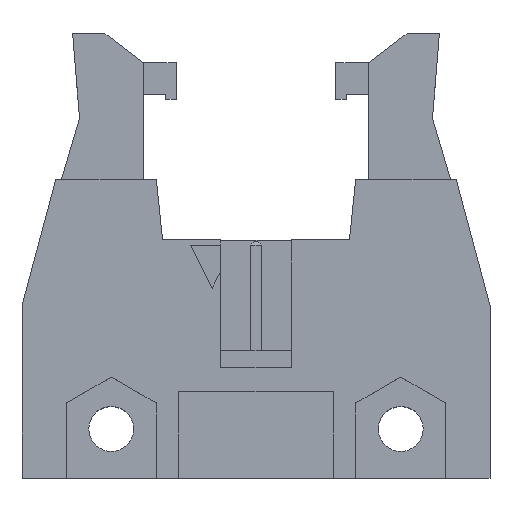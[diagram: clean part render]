
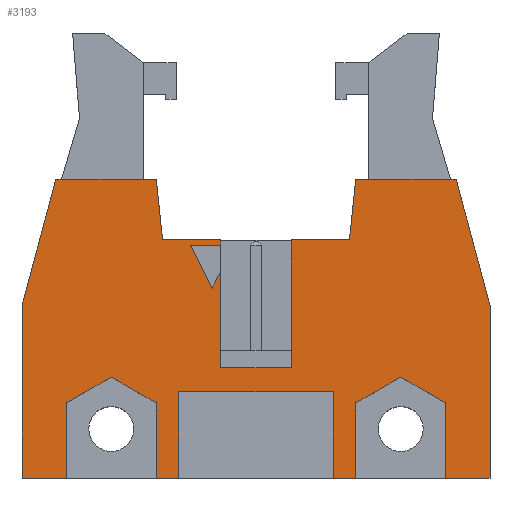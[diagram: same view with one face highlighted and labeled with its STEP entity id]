
A CAD part, top view. The second image highlights one B-rep face of the part: STEP entity #3193.
In plain terms, the highlighted planar face has unit normal (0, 0, 1).
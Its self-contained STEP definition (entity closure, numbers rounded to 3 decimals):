
#2250=CARTESIAN_POINT('',(-2.05,11.176,8.5));
#2251=VERTEX_POINT('',#2250);
#2258=CARTESIAN_POINT('',(-3.79,11.176,8.5));
#2259=VERTEX_POINT('',#2258);
#2260=CARTESIAN_POINT('',(0.,11.176,8.5));
#2261=DIRECTION('',(1.0,0.0,0.0));
#2262=VECTOR('',#2261,1.0);
#2263=LINE('',#2260,#2262);
#2264=EDGE_CURVE('n� 1092',#2259,#2251,#2263,.T.);
#2280=CARTESIAN_POINT('',(-13.55,7.676,8.5));
#2281=VERTEX_POINT('',#2280);
#2282=CARTESIAN_POINT('',(-13.55,-2.324,8.5));
#2283=VERTEX_POINT('',#2282);
#2284=CARTESIAN_POINT('',(-13.55,6.326,8.5));
#2285=DIRECTION('',(0.0,-1.0,0.0));
#2286=VECTOR('',#2285,1.0);
#2287=LINE('',#2284,#2286);
#2288=EDGE_CURVE('n� 1086',#2281,#2283,#2287,.T.);
#2320=CARTESIAN_POINT('',(-10.98,2.031,8.5));
#2321=VERTEX_POINT('',#2320);
#2328=CARTESIAN_POINT('',(-10.98,-2.324,8.5));
#2329=VERTEX_POINT('',#2328);
#2330=CARTESIAN_POINT('',(-10.98,6.326,8.5));
#2331=DIRECTION('',(0.0,1.0,0.0));
#2332=VECTOR('',#2331,1.0);
#2333=LINE('',#2330,#2332);
#2334=EDGE_CURVE('n� 1084',#2329,#2321,#2333,.T.);
#2351=CARTESIAN_POINT('',(-8.38,3.532,8.5));
#2352=VERTEX_POINT('',#2351);
#2359=CARTESIAN_POINT('',(-10.98,2.031,8.5));
#2360=DIRECTION('',(0.866,0.5,0.0));
#2361=VECTOR('',#2360,1.0);
#2362=LINE('',#2359,#2361);
#2363=EDGE_CURVE('n� 1083',#2321,#2352,#2362,.T.);
#2375=CARTESIAN_POINT('',(-5.78,2.031,8.5));
#2376=VERTEX_POINT('',#2375);
#2383=CARTESIAN_POINT('',(-8.38,3.532,8.5));
#2384=DIRECTION('',(0.866,-0.5,0.0));
#2385=VECTOR('',#2384,1.0);
#2386=LINE('',#2383,#2385);
#2387=EDGE_CURVE('n� 1082',#2352,#2376,#2386,.T.);
#2399=CARTESIAN_POINT('',(-5.78,-2.324,8.5));
#2400=VERTEX_POINT('',#2399);
#2407=CARTESIAN_POINT('',(-5.78,6.326,8.5));
#2408=DIRECTION('',(0.0,-1.0,0.0));
#2409=VECTOR('',#2408,1.0);
#2410=LINE('',#2407,#2409);
#2411=EDGE_CURVE('n� 1081',#2376,#2400,#2410,.T.);
#2424=CARTESIAN_POINT('',(-4.46,2.676,8.5));
#2425=VERTEX_POINT('',#2424);
#2432=CARTESIAN_POINT('',(-4.46,-2.324,8.5));
#2433=VERTEX_POINT('',#2432);
#2434=CARTESIAN_POINT('',(-4.46,6.326,8.5));
#2435=DIRECTION('',(0.0,1.0,0.0));
#2436=VECTOR('',#2435,1.0);
#2437=LINE('',#2434,#2436);
#2438=EDGE_CURVE('n� 1079',#2433,#2425,#2437,.T.);
#2454=CARTESIAN_POINT('',(4.46,2.676,8.5));
#2455=VERTEX_POINT('',#2454);
#2456=CARTESIAN_POINT('',(0.,2.676,8.5));
#2457=DIRECTION('',(1.0,0.0,0.0));
#2458=VECTOR('',#2457,1.0);
#2459=LINE('',#2456,#2458);
#2460=EDGE_CURVE('n� 1078',#2425,#2455,#2459,.T.);
#2478=CARTESIAN_POINT('',(4.46,-2.324,8.5));
#2479=VERTEX_POINT('',#2478);
#2480=CARTESIAN_POINT('',(4.46,6.326,8.5));
#2481=DIRECTION('',(0.0,-1.0,0.0));
#2482=VECTOR('',#2481,1.0);
#2483=LINE('',#2480,#2482);
#2484=EDGE_CURVE('n� 1077',#2455,#2479,#2483,.T.);
#2503=CARTESIAN_POINT('',(5.78,2.031,8.5));
#2504=VERTEX_POINT('',#2503);
#2511=CARTESIAN_POINT('',(5.78,-2.324,8.5));
#2512=VERTEX_POINT('',#2511);
#2513=CARTESIAN_POINT('',(5.78,6.326,8.5));
#2514=DIRECTION('',(0.0,1.0,0.0));
#2515=VECTOR('',#2514,1.0);
#2516=LINE('',#2513,#2515);
#2517=EDGE_CURVE('n� 1075',#2512,#2504,#2516,.T.);
#2534=CARTESIAN_POINT('',(8.38,3.532,8.5));
#2535=VERTEX_POINT('',#2534);
#2542=CARTESIAN_POINT('',(5.78,2.031,8.5));
#2543=DIRECTION('',(0.866,0.5,0.0));
#2544=VECTOR('',#2543,1.0);
#2545=LINE('',#2542,#2544);
#2546=EDGE_CURVE('n� 1074',#2504,#2535,#2545,.T.);
#2558=CARTESIAN_POINT('',(10.98,2.031,8.5));
#2559=VERTEX_POINT('',#2558);
#2566=CARTESIAN_POINT('',(8.38,3.532,8.5));
#2567=DIRECTION('',(0.866,-0.5,0.0));
#2568=VECTOR('',#2567,1.0);
#2569=LINE('',#2566,#2568);
#2570=EDGE_CURVE('n� 1073',#2535,#2559,#2569,.T.);
#2582=CARTESIAN_POINT('',(10.98,-2.324,8.5));
#2583=VERTEX_POINT('',#2582);
#2590=CARTESIAN_POINT('',(10.98,6.326,8.5));
#2591=DIRECTION('',(-0.0,-1.0,0.0));
#2592=VECTOR('',#2591,1.0);
#2593=LINE('',#2590,#2592);
#2594=EDGE_CURVE('n� 1072',#2559,#2583,#2593,.T.);
#2622=CARTESIAN_POINT('',(13.55,-2.324,8.5));
#2623=VERTEX_POINT('',#2622);
#2630=CARTESIAN_POINT('',(0.,-2.324,8.5));
#2631=DIRECTION('',(1.0,0.0,0.0));
#2632=VECTOR('',#2631,1.0);
#2633=LINE('',#2630,#2632);
#2634=EDGE_CURVE('n� 1071',#2583,#2623,#2633,.T.);
#2639=CARTESIAN_POINT('',(0.,-2.324,8.5));
#2640=DIRECTION('',(1.0,0.0,0.0));
#2641=VECTOR('',#2640,1.0);
#2642=LINE('',#2639,#2641);
#2643=EDGE_CURVE('n� 1076',#2479,#2512,#2642,.T.);
#2648=CARTESIAN_POINT('',(0.,-2.324,8.5));
#2649=DIRECTION('',(1.0,0.0,0.0));
#2650=VECTOR('',#2649,1.0);
#2651=LINE('',#2648,#2650);
#2652=EDGE_CURVE('n� 1080',#2400,#2433,#2651,.T.);
#2657=CARTESIAN_POINT('',(0.,-2.324,8.5));
#2658=DIRECTION('',(1.0,0.0,0.0));
#2659=VECTOR('',#2658,1.0);
#2660=LINE('',#2657,#2659);
#2661=EDGE_CURVE('n� 1085',#2283,#2329,#2660,.T.);
#2678=CARTESIAN_POINT('',(13.55,7.676,8.5));
#2679=VERTEX_POINT('',#2678);
#2680=CARTESIAN_POINT('',(13.55,6.326,8.5));
#2681=DIRECTION('',(0.0,1.0,0.0));
#2682=VECTOR('',#2681,1.0);
#2683=LINE('',#2680,#2682);
#2684=EDGE_CURVE('n� 1070',#2623,#2679,#2683,.T.);
#2709=CARTESIAN_POINT('',(-2.54,8.676,8.5));
#2710=VERTEX_POINT('',#2709);
#2719=CARTESIAN_POINT('',(-2.54,8.676,8.5));
#2720=DIRECTION('',(-0.447,0.894,0.0));
#2721=VECTOR('',#2720,1.0);
#2722=LINE('',#2719,#2721);
#2723=EDGE_CURVE('n� 1061',#2710,#2259,#2722,.T.);
#2733=CARTESIAN_POINT('',(11.594,14.976,8.5));
#2734=VERTEX_POINT('',#2733);
#2735=CARTESIAN_POINT('',(13.55,7.676,8.5));
#2736=DIRECTION('',(-0.259,0.966,0.0));
#2737=VECTOR('',#2736,1.0);
#2738=LINE('',#2735,#2737);
#2739=EDGE_CURVE('n� 1069',#2679,#2734,#2738,.T.);
#2936=CARTESIAN_POINT('',(-11.594,14.976,8.5));
#2937=VERTEX_POINT('',#2936);
#2938=CARTESIAN_POINT('',(-11.594,14.976,8.5));
#2939=DIRECTION('',(-0.259,-0.966,0.0));
#2940=VECTOR('',#2939,1.0);
#2941=LINE('',#2938,#2940);
#2942=EDGE_CURVE('n� 1087',#2937,#2281,#2941,.T.);
#3064=CARTESIAN_POINT('',(-2.05,9.656,8.5));
#3065=VERTEX_POINT('',#3064);
#3066=CARTESIAN_POINT('',(-2.05,9.656,8.5));
#3067=DIRECTION('',(-0.447,-0.894,0.0));
#3068=VECTOR('',#3067,1.0);
#3069=LINE('',#3066,#3068);
#3070=EDGE_CURVE('n� 1062',#3065,#2710,#3069,.T.);
#3088=ORIENTED_EDGE('',*,*,#3070,.T.);
#3089=ORIENTED_EDGE('',*,*,#2723,.T.);
#3090=ORIENTED_EDGE('',*,*,#2264,.T.);
#3091=CARTESIAN_POINT('',(-2.05,11.476,8.5));
#3092=VERTEX_POINT('',#3091);
#3093=CARTESIAN_POINT('',(-2.05,7.776,8.5));
#3094=DIRECTION('',(0.0,-1.0,0.0));
#3095=VECTOR('',#3094,1.0);
#3096=LINE('',#3093,#3095);
#3097=EDGE_CURVE('n� 671',#3092,#2251,#3096,.T.);
#3098=ORIENTED_EDGE('',*,*,#3097,.F.);
#3099=CARTESIAN_POINT('',(-5.411,11.476,8.5));
#3100=VERTEX_POINT('',#3099);
#3101=CARTESIAN_POINT('',(0.,11.476,8.5));
#3102=DIRECTION('',(1.0,0.0,0.0));
#3103=VECTOR('',#3102,1.0);
#3104=LINE('',#3101,#3103);
#3105=EDGE_CURVE('n� 714',#3100,#3092,#3104,.T.);
#3106=ORIENTED_EDGE('',*,*,#3105,.F.);
#3107=CARTESIAN_POINT('',(-5.774,14.976,8.5));
#3108=VERTEX_POINT('',#3107);
#3109=CARTESIAN_POINT('',(-5.593,13.226,8.5));
#3110=DIRECTION('',(0.103,-0.995,0.0));
#3111=VECTOR('',#3110,1.0);
#3112=LINE('',#3109,#3111);
#3113=EDGE_CURVE('n� 736',#3108,#3100,#3112,.T.);
#3114=ORIENTED_EDGE('',*,*,#3113,.F.);
#3115=CARTESIAN_POINT('',(-8.684,14.976,8.5));
#3116=DIRECTION('',(1.0,-0.0,0.0));
#3117=VECTOR('',#3116,1.0);
#3118=LINE('',#3115,#3117);
#3119=EDGE_CURVE('n� 763',#2937,#3108,#3118,.T.);
#3120=ORIENTED_EDGE('',*,*,#3119,.F.);
#3121=ORIENTED_EDGE('',*,*,#2942,.T.);
#3122=ORIENTED_EDGE('',*,*,#2288,.T.);
#3123=ORIENTED_EDGE('',*,*,#2661,.T.);
#3124=ORIENTED_EDGE('',*,*,#2334,.T.);
#3125=ORIENTED_EDGE('',*,*,#2363,.T.);
#3126=ORIENTED_EDGE('',*,*,#2387,.T.);
#3127=ORIENTED_EDGE('',*,*,#2411,.T.);
#3128=ORIENTED_EDGE('',*,*,#2652,.T.);
#3129=ORIENTED_EDGE('',*,*,#2438,.T.);
#3130=ORIENTED_EDGE('',*,*,#2460,.T.);
#3131=ORIENTED_EDGE('',*,*,#2484,.T.);
#3132=ORIENTED_EDGE('',*,*,#2643,.T.);
#3133=ORIENTED_EDGE('',*,*,#2517,.T.);
#3134=ORIENTED_EDGE('',*,*,#2546,.T.);
#3135=ORIENTED_EDGE('',*,*,#2570,.T.);
#3136=ORIENTED_EDGE('',*,*,#2594,.T.);
#3137=ORIENTED_EDGE('',*,*,#2634,.T.);
#3138=ORIENTED_EDGE('',*,*,#2684,.T.);
#3139=ORIENTED_EDGE('',*,*,#2739,.T.);
#3140=CARTESIAN_POINT('',(5.774,14.976,8.5));
#3141=VERTEX_POINT('',#3140);
#3142=CARTESIAN_POINT('',(8.684,14.976,8.5));
#3143=DIRECTION('',(1.0,0.0,0.0));
#3144=VECTOR('',#3143,1.0);
#3145=LINE('',#3142,#3144);
#3146=EDGE_CURVE('n� 883',#3141,#2734,#3145,.T.);
#3147=ORIENTED_EDGE('',*,*,#3146,.F.);
#3148=CARTESIAN_POINT('',(5.411,11.476,8.5));
#3149=VERTEX_POINT('',#3148);
#3150=CARTESIAN_POINT('',(5.592,13.226,8.5));
#3151=DIRECTION('',(0.103,0.995,0.0));
#3152=VECTOR('',#3151,1.0);
#3153=LINE('',#3150,#3152);
#3154=EDGE_CURVE('n� 957',#3149,#3141,#3153,.T.);
#3155=ORIENTED_EDGE('',*,*,#3154,.F.);
#3156=CARTESIAN_POINT('',(2.05,11.476,8.5));
#3157=VERTEX_POINT('',#3156);
#3158=CARTESIAN_POINT('',(0.,11.476,8.5));
#3159=DIRECTION('',(1.0,0.0,0.0));
#3160=VECTOR('',#3159,1.0);
#3161=LINE('',#3158,#3160);
#3162=EDGE_CURVE('n� 979',#3157,#3149,#3161,.T.);
#3163=ORIENTED_EDGE('',*,*,#3162,.F.);
#3164=CARTESIAN_POINT('',(2.05,4.076,8.5));
#3165=VERTEX_POINT('',#3164);
#3166=CARTESIAN_POINT('',(2.05,7.776,8.5));
#3167=DIRECTION('',(0.0,1.0,0.0));
#3168=VECTOR('',#3167,1.0);
#3169=LINE('',#3166,#3168);
#3170=EDGE_CURVE('n� 930',#3165,#3157,#3169,.T.);
#3171=ORIENTED_EDGE('',*,*,#3170,.F.);
#3172=CARTESIAN_POINT('',(-2.05,4.076,8.5));
#3173=VERTEX_POINT('',#3172);
#3174=CARTESIAN_POINT('',(0.,4.076,8.5));
#3175=DIRECTION('',(1.0,0.0,0.0));
#3176=VECTOR('',#3175,1.0);
#3177=LINE('',#3174,#3176);
#3178=EDGE_CURVE('n� 648',#3173,#3165,#3177,.T.);
#3179=ORIENTED_EDGE('',*,*,#3178,.F.);
#3180=CARTESIAN_POINT('',(-2.05,7.776,8.5));
#3181=DIRECTION('',(0.0,-1.0,0.0));
#3182=VECTOR('',#3181,1.0);
#3183=LINE('',#3180,#3182);
#3184=EDGE_CURVE('n� 677',#3065,#3173,#3183,.T.);
#3185=ORIENTED_EDGE('',*,*,#3184,.F.);
#3186=EDGE_LOOP('',(
    #3088,#3089,#3090,#3098,#3106,#3114,#3120,#3121,#3122,#3123,
    #3124,#3125,#3126,#3127,#3128,#3129,#3130,#3131,#3132,#3133,
    #3134,#3135,#3136,#3137,#3138,#3139,#3147,#3155,#3163,#3171,
    #3179,#3185));
#3187=FACE_OUTER_BOUND('',#3186,.T.);
#3188=CARTESIAN_POINT('',(-14.905,-3.189,8.5));
#3189=DIRECTION('',(0.0,0.0,1.0));
#3190=DIRECTION('',(1.0,0.0,0.0));
#3191=AXIS2_PLACEMENT_3D('',#3188,#3189,#3190);
#3192=PLANE('',#3191);
#3193=ADVANCED_FACE('n� 1058',(#3187),#3192,.T.);
